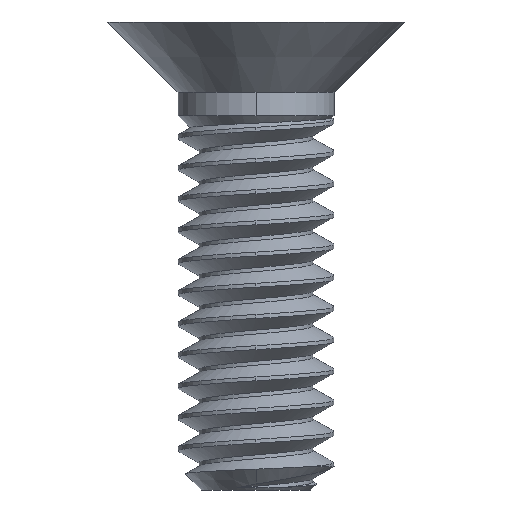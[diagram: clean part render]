
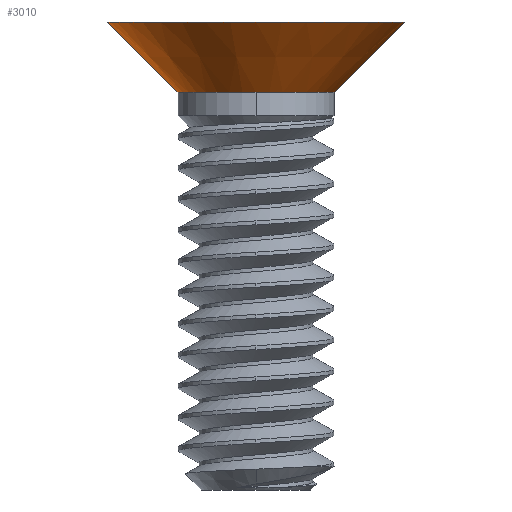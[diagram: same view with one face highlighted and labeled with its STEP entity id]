
A CAD part, front view. The second image highlights one B-rep face of the part: STEP entity #3010.
In plain terms, the highlighted conical face has half-angle 45 degrees and reference radius 1.9 mm.
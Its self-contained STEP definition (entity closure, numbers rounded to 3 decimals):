
#99 = EDGE_LOOP ( 'NONE', ( #516, #807, #551, #534, #488 ) ) ;
#140 = VECTOR ( 'NONE', #3312, 1000. ) ;
#143 = LINE ( 'NONE', #3239, #147 ) ;
#147 = VECTOR ( 'NONE', #3513, 1000. ) ;
#151 = LINE ( 'NONE', #3240, #140 ) ;
#197 = CIRCLE ( 'NONE', #1486, 1. ) ;
#214 = CIRCLE ( 'NONE', #1499, 1.9 ) ;
#359 = FACE_OUTER_BOUND ( 'NONE', #99, .T. ) ;
#365 = CONICAL_SURFACE ( 'NONE', #1405, 1.9, 0.785 ) ;
#488 = ORIENTED_EDGE ( 'NONE', *, *, #2744, .T. ) ;
#516 = ORIENTED_EDGE ( 'NONE', *, *, #965, .F. ) ;
#534 = ORIENTED_EDGE ( 'NONE', *, *, #966, .T. ) ;
#551 = ORIENTED_EDGE ( 'NONE', *, *, #4004, .F. ) ;
#626 = VERTEX_POINT ( 'NONE', #3334 ) ;
#680 = VERTEX_POINT ( 'NONE', #3150 ) ;
#719 = VERTEX_POINT ( 'NONE', #3139 ) ;
#807 = ORIENTED_EDGE ( 'NONE', *, *, #2720, .F. ) ;
#821 = VERTEX_POINT ( 'NONE', #3218 ) ;
#894 = VERTEX_POINT ( 'NONE', #3384 ) ;
#965 = EDGE_CURVE ( 'NONE', #894, #626, #143, .T. ) ;
#966 = EDGE_CURVE ( 'NONE', #719, #821, #151, .T. ) ;
#1196 = DIRECTION ( 'NONE',  ( 1., 0., 0. ) ) ;
#1197 = DIRECTION ( 'NONE',  ( 0., 0., -1. ) ) ;
#1198 = CARTESIAN_POINT ( 'NONE',  ( 0., 0., 0.3 ) ) ;
#1405 = AXIS2_PLACEMENT_3D ( 'NONE', #1784, #1786, #1788 ) ;
#1419 = AXIS2_PLACEMENT_3D ( 'NONE', #1198, #1197, #1196 ) ;
#1486 = AXIS2_PLACEMENT_3D ( 'NONE', #3659, #3658, #3657 ) ;
#1499 = AXIS2_PLACEMENT_3D ( 'NONE', #3551, #3550, #3545 ) ;
#1534 = CIRCLE ( 'NONE', #1419, 1. ) ;
#1784 = CARTESIAN_POINT ( 'NONE',  ( 0., 0., 1.2 ) ) ;
#1786 = DIRECTION ( 'NONE',  ( 0., 0., 1. ) ) ;
#1788 = DIRECTION ( 'NONE',  ( 1., 0., 0. ) ) ;
#2720 = EDGE_CURVE ( 'NONE', #680, #894, #197, .T. ) ;
#2744 = EDGE_CURVE ( 'NONE', #821, #626, #214, .T. ) ;
#3010 = ADVANCED_FACE ( 'NONE', ( #359 ), #365, .T. ) ;
#3139 = CARTESIAN_POINT ( 'NONE',  ( 1., 0., 0.3 ) ) ;
#3150 = CARTESIAN_POINT ( 'NONE',  ( 0., -1., 0.3 ) ) ;
#3218 = CARTESIAN_POINT ( 'NONE',  ( 1.9, 0., 1.2 ) ) ;
#3239 = CARTESIAN_POINT ( 'NONE',  ( -1.9, 0., 1.2 ) ) ;
#3240 = CARTESIAN_POINT ( 'NONE',  ( 1.9, 0., 1.2 ) ) ;
#3312 = DIRECTION ( 'NONE',  ( 0.707, 0., 0.707 ) ) ;
#3334 = CARTESIAN_POINT ( 'NONE',  ( -1.9, 0., 1.2 ) ) ;
#3384 = CARTESIAN_POINT ( 'NONE',  ( -1., 0., 0.3 ) ) ;
#3513 = DIRECTION ( 'NONE',  ( -0.707, 0., 0.707 ) ) ;
#3545 = DIRECTION ( 'NONE',  ( -1., 0., 0. ) ) ;
#3550 = DIRECTION ( 'NONE',  ( 0., 0., -1. ) ) ;
#3551 = CARTESIAN_POINT ( 'NONE',  ( 0., 0., 1.2 ) ) ;
#3657 = DIRECTION ( 'NONE',  ( 1., 0., 0. ) ) ;
#3658 = DIRECTION ( 'NONE',  ( 0., 0., -1. ) ) ;
#3659 = CARTESIAN_POINT ( 'NONE',  ( 0., 0., 0.3 ) ) ;
#4004 = EDGE_CURVE ( 'NONE', #719, #680, #1534, .T. ) ;
